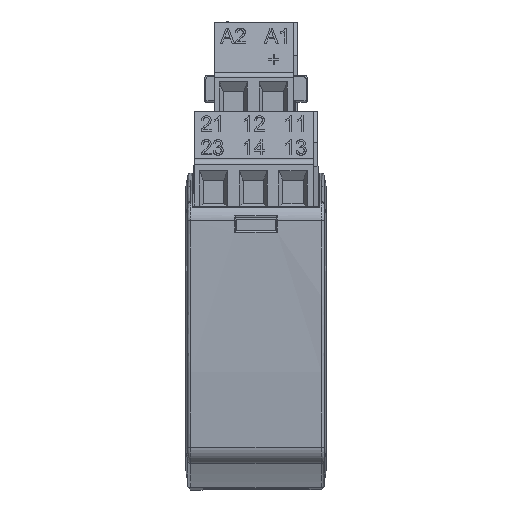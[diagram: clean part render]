
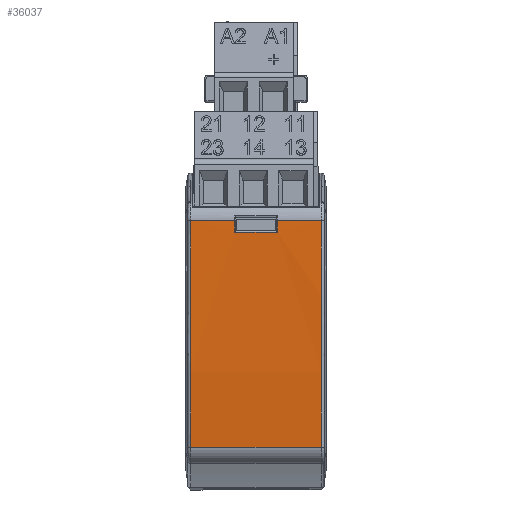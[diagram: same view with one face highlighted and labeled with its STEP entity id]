
A CAD part, left-side view. The second image highlights one B-rep face of the part: STEP entity #36037.
In plain terms, the highlighted cylindrical face has radius 300 mm (diameter 600 mm), a partial arc.
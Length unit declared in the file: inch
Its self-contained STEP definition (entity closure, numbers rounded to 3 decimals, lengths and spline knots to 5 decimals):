
#1201 = CARTESIAN_POINT ( 'NONE',  ( -2.07086, 0., 0.0511 ) ) ;
#2198 = LINE ( 'NONE', #119052, #37436 ) ;
#3116 = CARTESIAN_POINT ( 'NONE',  ( -2.07086, -0.10687, 0.0511 ) ) ;
#4258 = LINE ( 'NONE', #1201, #50082 ) ;
#10612 = VERTEX_POINT ( 'NONE', #99909 ) ;
#10700 = CARTESIAN_POINT ( 'NONE',  ( -2.07086, 0.10687, 0.0511 ) ) ;
#12060 = EDGE_CURVE ( 'NONE', #39372, #19598, #124866, .T. ) ;
#14461 = DIRECTION ( 'NONE',  ( 0., 1., 0. ) ) ;
#18730 = CARTESIAN_POINT ( 'NONE',  ( -2.07064, -0.10686, 0.03207 ) ) ;
#19598 = VERTEX_POINT ( 'NONE', #110589 ) ;
#19975 = EDGE_CURVE ( 'NONE', #107476, #87430, #4258, .T. ) ;
#20284 = CARTESIAN_POINT ( 'NONE',  ( 9.7394, 0.32874, 0.18504 ) ) ;
#20980 = CARTESIAN_POINT ( 'NONE',  ( -2.07064, 0.10686, 0.03207 ) ) ;
#21798 = CARTESIAN_POINT ( 'NONE',  ( -2.07007, 0.10686, -0.006 ) ) ;
#26230 = AXIS2_PLACEMENT_3D ( 'NONE', #76018, #125167, #66998 ) ;
#27478 = CARTESIAN_POINT ( 'NONE',  ( -2.07086, -0.32874, 0.0511 ) ) ;
#28145 = CARTESIAN_POINT ( 'NONE',  ( -2.07007, -0.10686, -0.006 ) ) ;
#34627 = CARTESIAN_POINT ( 'NONE',  ( -2.07007, 0., -0.006 ) ) ;
#35317 = CARTESIAN_POINT ( 'NONE',  ( -2.07086, 0.10687, 0.0511 ) ) ;
#35718 = ORIENTED_EDGE ( 'NONE', *, *, #116595, .T. ) ;
#36037 = ADVANCED_FACE ( 'NONE', ( #61800 ), #67970, .T. ) ;
#37436 = VECTOR ( 'NONE', #100325, 39.37008 ) ;
#39372 = VERTEX_POINT ( 'NONE', #35317 ) ;
#40140 = EDGE_CURVE ( 'NONE', #87430, #54632, #68719, .T. ) ;
#43291 = CARTESIAN_POINT ( 'NONE',  ( -2.07086, 0., 0.0511 ) ) ;
#49423 = DIRECTION ( 'NONE',  ( 0., 1., 0. ) ) ;
#50082 = VECTOR ( 'NONE', #49423, 39.37008 ) ;
#52176 = EDGE_CURVE ( 'NONE', #119498, #10612, #2198, .T. ) ;
#52803 = VECTOR ( 'NONE', #14461, 39.37008 ) ;
#53211 = DIRECTION ( 'NONE',  ( 1., 0., 0. ) ) ;
#54159 = ORIENTED_EDGE ( 'NONE', *, *, #40140, .T. ) ;
#54632 = VERTEX_POINT ( 'NONE', #91028 ) ;
#57792 = CARTESIAN_POINT ( 'NONE',  ( -2.00287, -0.32874, -1.08749 ) ) ;
#57942 = CARTESIAN_POINT ( 'NONE',  ( -2.07086, -0.10687, 0.0511 ) ) ;
#61510 = ORIENTED_EDGE ( 'NONE', *, *, #111341, .T. ) ;
#61800 = FACE_OUTER_BOUND ( 'NONE', #99931, .T. ) ;
#64181 = ORIENTED_EDGE ( 'NONE', *, *, #52176, .F. ) ;
#66998 = DIRECTION ( 'NONE',  ( 1., 0., 0. ) ) ;
#67970 = CYLINDRICAL_SURFACE ( 'NONE', #26230, 11.81102 ) ;
#68488 = DIRECTION ( 'NONE',  ( 0., 1., 0. ) ) ;
#68719 = B_SPLINE_CURVE_WITH_KNOTS ( 'NONE', 3,
 ( #57942, #18730, #125105, #28145 ),
 .UNSPECIFIED., .F., .F.,
 ( 4, 4 ),
 ( 0., 1. ),
 .UNSPECIFIED. ) ;
#69465 = B_SPLINE_CURVE_WITH_KNOTS ( 'NONE', 3,
 ( #79844, #80707, #20980, #10700 ),
 .UNSPECIFIED., .F., .F.,
 ( 4, 4 ),
 ( 0., 1. ),
 .UNSPECIFIED. ) ;
#72005 = DIRECTION ( 'NONE',  ( 0., 1., 0. ) ) ;
#72338 = DIRECTION ( 'NONE',  ( 0., 1., 0. ) ) ;
#72630 = LINE ( 'NONE', #34627, #52803 ) ;
#76018 = CARTESIAN_POINT ( 'NONE',  ( 9.7394, 0., 0.18504 ) ) ;
#79844 = CARTESIAN_POINT ( 'NONE',  ( -2.07007, 0.10686, -0.006 ) ) ;
#80707 = CARTESIAN_POINT ( 'NONE',  ( -2.07038, 0.10686, 0.01303 ) ) ;
#85643 = ORIENTED_EDGE ( 'NONE', *, *, #19975, .T. ) ;
#86652 = AXIS2_PLACEMENT_3D ( 'NONE', #112143, #72005, #53211 ) ;
#87430 = VERTEX_POINT ( 'NONE', #3116 ) ;
#88009 = VERTEX_POINT ( 'NONE', #21798 ) ;
#88215 = DIRECTION ( 'NONE',  ( 1., 0., 0. ) ) ;
#89268 = EDGE_CURVE ( 'NONE', #10612, #19598, #99798, .T. ) ;
#90291 = ORIENTED_EDGE ( 'NONE', *, *, #107811, .T. ) ;
#91028 = CARTESIAN_POINT ( 'NONE',  ( -2.07007, -0.10686, -0.006 ) ) ;
#97414 = AXIS2_PLACEMENT_3D ( 'NONE', #20284, #68488, #88215 ) ;
#99798 = CIRCLE ( 'NONE', #97414, 11.81102 ) ;
#99909 = CARTESIAN_POINT ( 'NONE',  ( -2.00287, 0.32874, -1.08749 ) ) ;
#99931 = EDGE_LOOP ( 'NONE', ( #54159, #90291, #35718, #105311, #111053, #64181, #61510, #85643 ) ) ;
#100325 = DIRECTION ( 'NONE',  ( 0., 1., 0. ) ) ;
#104054 = CIRCLE ( 'NONE', #86652, 11.81102 ) ;
#105311 = ORIENTED_EDGE ( 'NONE', *, *, #12060, .T. ) ;
#107476 = VERTEX_POINT ( 'NONE', #27478 ) ;
#107811 = EDGE_CURVE ( 'NONE', #54632, #88009, #72630, .T. ) ;
#108068 = VECTOR ( 'NONE', #72338, 39.37008 ) ;
#110589 = CARTESIAN_POINT ( 'NONE',  ( -2.07086, 0.32874, 0.0511 ) ) ;
#111053 = ORIENTED_EDGE ( 'NONE', *, *, #89268, .F. ) ;
#111341 = EDGE_CURVE ( 'NONE', #119498, #107476, #104054, .T. ) ;
#112143 = CARTESIAN_POINT ( 'NONE',  ( 9.7394, -0.32874, 0.18504 ) ) ;
#116595 = EDGE_CURVE ( 'NONE', #88009, #39372, #69465, .T. ) ;
#119052 = CARTESIAN_POINT ( 'NONE',  ( -2.00287, 0., -1.08749 ) ) ;
#119498 = VERTEX_POINT ( 'NONE', #57792 ) ;
#124866 = LINE ( 'NONE', #43291, #108068 ) ;
#125105 = CARTESIAN_POINT ( 'NONE',  ( -2.07038, -0.10686, 0.01303 ) ) ;
#125167 = DIRECTION ( 'NONE',  ( 0., -1., 0. ) ) ;
